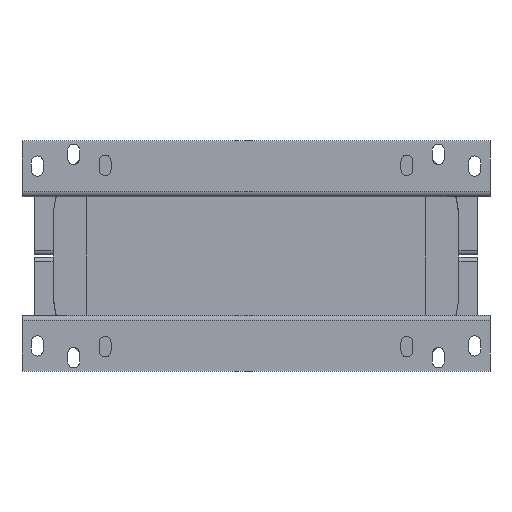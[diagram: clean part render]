
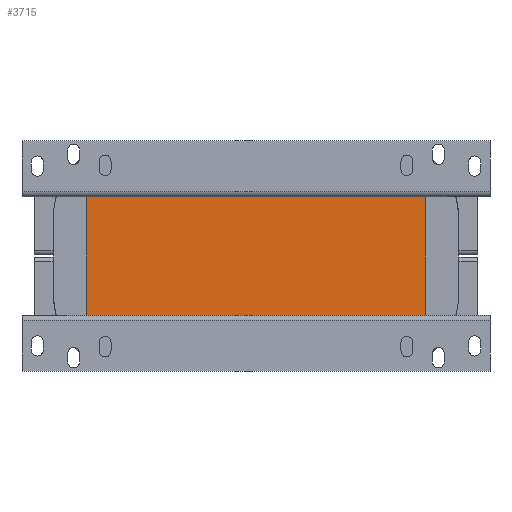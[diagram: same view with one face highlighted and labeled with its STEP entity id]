
A CAD part, front view. The second image highlights one B-rep face of the part: STEP entity #3715.
In plain terms, the highlighted planar face has unit normal (0, -1, 0).
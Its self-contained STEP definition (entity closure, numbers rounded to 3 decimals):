
#652 = CARTESIAN_POINT ( 'NONE',  ( -200., -200., 70. ) ) ;
#1666 = EDGE_CURVE ( 'NONE', #25143, #21363, #13691, .T. ) ;
#2815 = LINE ( 'NONE', #10311, #13326 ) ;
#3001 = AXIS2_PLACEMENT_3D ( 'NONE', #9583, #4950, #11772 ) ;
#3715 = ADVANCED_FACE ( 'NONE', ( #23036 ), #17861, .F. ) ;
#3769 = DIRECTION ( 'NONE',  ( 0., 0., -1. ) ) ;
#4950 = DIRECTION ( 'NONE',  ( 0., 1., 0. ) ) ;
#7472 = DIRECTION ( 'NONE',  ( 0., 0., -1. ) ) ;
#7936 = VECTOR ( 'NONE', #3769, 1000. ) ;
#8585 = CARTESIAN_POINT ( 'NONE',  ( -200., -200., -70. ) ) ;
#9341 = ORIENTED_EDGE ( 'NONE', *, *, #22097, .T. ) ;
#9583 = CARTESIAN_POINT ( 'NONE',  ( -200., -200., 70. ) ) ;
#10311 = CARTESIAN_POINT ( 'NONE',  ( -200., -200., -70. ) ) ;
#11772 = DIRECTION ( 'NONE',  ( 0., 0., 1. ) ) ;
#13326 = VECTOR ( 'NONE', #14753, 1000. ) ;
#13668 = ORIENTED_EDGE ( 'NONE', *, *, #1666, .F. ) ;
#13691 = LINE ( 'NONE', #17108, #7936 ) ;
#14753 = DIRECTION ( 'NONE',  ( 1., 0., 0. ) ) ;
#15270 = DIRECTION ( 'NONE',  ( 1., 0., 0. ) ) ;
#15800 = EDGE_CURVE ( 'NONE', #21512, #17056, #16262, .T. ) ;
#16262 = LINE ( 'NONE', #652, #27387 ) ;
#17056 = VERTEX_POINT ( 'NONE', #8585 ) ;
#17108 = CARTESIAN_POINT ( 'NONE',  ( 200., -200., 70. ) ) ;
#17137 = ORIENTED_EDGE ( 'NONE', *, *, #15800, .T. ) ;
#17861 = PLANE ( 'NONE',  #3001 ) ;
#20214 = EDGE_LOOP ( 'NONE', ( #9341, #13668, #21871, #17137 ) ) ;
#20337 = EDGE_CURVE ( 'NONE', #21512, #25143, #26195, .T. ) ;
#21121 = CARTESIAN_POINT ( 'NONE',  ( 200., -200., 70. ) ) ;
#21363 = VERTEX_POINT ( 'NONE', #26464 ) ;
#21512 = VERTEX_POINT ( 'NONE', #22948 ) ;
#21871 = ORIENTED_EDGE ( 'NONE', *, *, #20337, .F. ) ;
#22097 = EDGE_CURVE ( 'NONE', #17056, #21363, #2815, .T. ) ;
#22948 = CARTESIAN_POINT ( 'NONE',  ( -200., -200., 70. ) ) ;
#23036 = FACE_OUTER_BOUND ( 'NONE', #20214, .T. ) ;
#23878 = CARTESIAN_POINT ( 'NONE',  ( -200., -200., 70. ) ) ;
#24166 = VECTOR ( 'NONE', #15270, 1000. ) ;
#25143 = VERTEX_POINT ( 'NONE', #21121 ) ;
#26195 = LINE ( 'NONE', #23878, #24166 ) ;
#26464 = CARTESIAN_POINT ( 'NONE',  ( 200., -200., -70. ) ) ;
#27387 = VECTOR ( 'NONE', #7472, 1000. ) ;
